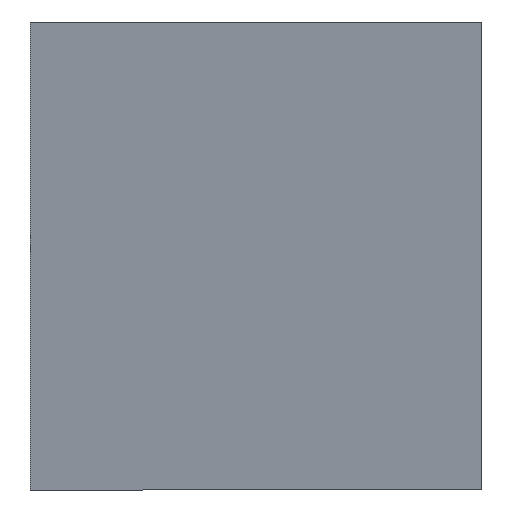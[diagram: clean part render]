
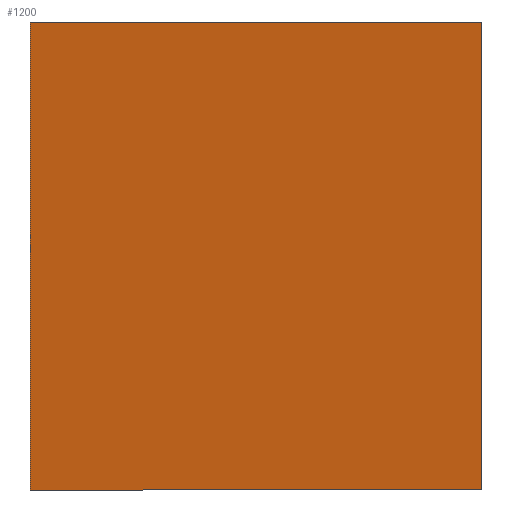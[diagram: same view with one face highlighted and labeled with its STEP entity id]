
A CAD part, top view. The second image highlights one B-rep face of the part: STEP entity #1200.
In plain terms, the highlighted planar face has unit normal (0, -0.174, 0.985).
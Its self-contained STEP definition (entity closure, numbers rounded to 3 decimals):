
#125=FACE_OUTER_BOUND('',#206,.T.);
#206=EDGE_LOOP('',(#1055,#1056,#1057,#1058));
#344=LINE('',#1918,#491);
#347=LINE('',#1924,#494);
#352=LINE('',#1933,#499);
#354=LINE('',#1936,#501);
#491=VECTOR('',#1588,10.);
#494=VECTOR('',#1593,10.);
#499=VECTOR('',#1600,10.);
#501=VECTOR('',#1604,10.);
#596=VERTEX_POINT('',#1914);
#598=VERTEX_POINT('',#1917);
#600=VERTEX_POINT('',#1923);
#603=VERTEX_POINT('',#1931);
#746=EDGE_CURVE('',#598,#596,#344,.T.);
#749=EDGE_CURVE('',#600,#598,#347,.T.);
#754=EDGE_CURVE('',#596,#603,#352,.T.);
#756=EDGE_CURVE('',#603,#600,#354,.T.);
#1055=ORIENTED_EDGE('',*,*,#756,.T.);
#1056=ORIENTED_EDGE('',*,*,#749,.T.);
#1057=ORIENTED_EDGE('',*,*,#746,.T.);
#1058=ORIENTED_EDGE('',*,*,#754,.T.);
#1129=PLANE('',#1301);
#1200=ADVANCED_FACE('',(#125),#1129,.T.);
#1301=AXIS2_PLACEMENT_3D('',#1937,#1605,#1606);
#1588=DIRECTION('',(-1.,0.,0.));
#1593=DIRECTION('',(0.,0.985,0.174));
#1600=DIRECTION('',(0.,-0.985,-0.174));
#1604=DIRECTION('',(1.,0.,0.));
#1605=DIRECTION('center_axis',(0.,-0.174,
0.985));
#1606=DIRECTION('ref_axis',(1.,0.,0.));
#1914=CARTESIAN_POINT('',(-30.,149.976,370.304));
#1917=CARTESIAN_POINT('',(160.,149.976,370.304));
#1918=CARTESIAN_POINT('',(-30.,149.976,370.304));
#1923=CARTESIAN_POINT('',(160.,-46.986,335.575));
#1924=CARTESIAN_POINT('',(160.,149.976,370.304));
#1931=CARTESIAN_POINT('',(-30.,-46.986,335.575));
#1933=CARTESIAN_POINT('',(-30.,-46.986,335.575));
#1936=CARTESIAN_POINT('',(160.,-46.986,335.575));
#1937=CARTESIAN_POINT('Origin',(65.,51.495,352.939));
